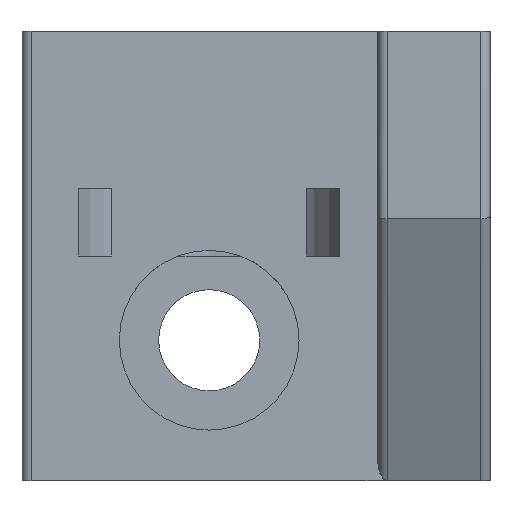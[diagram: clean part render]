
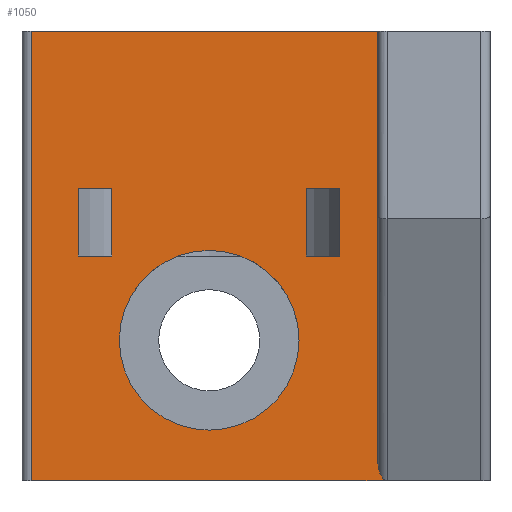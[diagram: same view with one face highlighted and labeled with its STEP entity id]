
A CAD part, left-side view. The second image highlights one B-rep face of the part: STEP entity #1050.
In plain terms, the highlighted planar face has unit normal (-1, 0, 0).
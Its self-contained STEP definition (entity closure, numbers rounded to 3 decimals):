
#4 = ORIENTED_EDGE ( 'NONE', *, *, #1025, .F. ) ;
#11 = CIRCLE ( 'NONE', #414, 4.8 ) ;
#13 = VERTEX_POINT ( 'NONE', #701 ) ;
#18 = VECTOR ( 'NONE', #643, 1000. ) ;
#23 = DIRECTION ( 'NONE',  ( -1., 0., 0. ) ) ;
#32 = VECTOR ( 'NONE', #598, 1000. ) ;
#38 = CARTESIAN_POINT ( 'NONE',  ( 0., 12., 24. ) ) ;
#39 = CARTESIAN_POINT ( 'NONE',  ( 0., -4.483, 15.6 ) ) ;
#49 = CARTESIAN_POINT ( 'NONE',  ( 0., 0., 24. ) ) ;
#51 = VERTEX_POINT ( 'NONE', #272 ) ;
#62 = LINE ( 'NONE', #285, #718 ) ;
#69 = CARTESIAN_POINT ( 'NONE',  ( 0., 0., 24. ) ) ;
#96 = CARTESIAN_POINT ( 'NONE',  ( 0., -6.5, 24. ) ) ;
#101 = VERTEX_POINT ( 'NONE', #39 ) ;
#118 = LINE ( 'NONE', #96, #776 ) ;
#120 = DIRECTION ( 'NONE',  ( 0., 0., -1. ) ) ;
#121 = ORIENTED_EDGE ( 'NONE', *, *, #612, .F. ) ;
#144 = DIRECTION ( 'NONE',  ( 0., 1., 0. ) ) ;
#153 = ORIENTED_EDGE ( 'NONE', *, *, #652, .F. ) ;
#159 = CARTESIAN_POINT ( 'NONE',  ( 0., -6.5, 0.492 ) ) ;
#160 = LINE ( 'NONE', #449, #561 ) ;
#168 = DIRECTION ( 'NONE',  ( 0., 1., 0. ) ) ;
#172 = VERTEX_POINT ( 'NONE', #201 ) ;
#174 = FACE_BOUND ( 'NONE', #193, .T. ) ;
#185 = CARTESIAN_POINT ( 'NONE',  ( 0., -2.3, 7.5 ) ) ;
#191 = VERTEX_POINT ( 'NONE', #1069 ) ;
#193 = EDGE_LOOP ( 'NONE', ( #614, #1057, #399, #4 ) ) ;
#200 = DIRECTION ( 'NONE',  ( 0., 1., 0. ) ) ;
#201 = CARTESIAN_POINT ( 'NONE',  ( 0., -7., 0. ) ) ;
#220 = CIRCLE ( 'NONE', #316, 4.8 ) ;
#222 = VECTOR ( 'NONE', #168, 1000. ) ;
#247 = EDGE_LOOP ( 'NONE', ( #427, #407 ) ) ;
#251 = CARTESIAN_POINT ( 'NONE',  ( 0., 7.696, 15.6 ) ) ;
#252 = CARTESIAN_POINT ( 'NONE',  ( 0., 7.696, 12. ) ) ;
#253 = VECTOR ( 'NONE', #450, 1000. ) ;
#254 = AXIS2_PLACEMENT_3D ( 'NONE', #69, #665, #144 ) ;
#261 = CARTESIAN_POINT ( 'NONE',  ( 0., 7.696, 15.6 ) ) ;
#269 = LINE ( 'NONE', #261, #466 ) ;
#272 = CARTESIAN_POINT ( 'NONE',  ( 0., -6.5, 1.187 ) ) ;
#284 = VECTOR ( 'NONE', #120, 1000. ) ;
#285 = CARTESIAN_POINT ( 'NONE',  ( 0., -2.696, 15.6 ) ) ;
#310 = ORIENTED_EDGE ( 'NONE', *, *, #622, .T. ) ;
#316 = AXIS2_PLACEMENT_3D ( 'NONE', #914, #396, #991 ) ;
#335 = VERTEX_POINT ( 'NONE', #740 ) ;
#338 = CARTESIAN_POINT ( 'NONE',  ( 0., 9.483, 15.6 ) ) ;
#366 = CARTESIAN_POINT ( 'NONE',  ( 0., -2.696, 12. ) ) ;
#395 = CARTESIAN_POINT ( 'NONE',  ( 0., 9.483, 15.6 ) ) ;
#396 = DIRECTION ( 'NONE',  ( -1., 0., 0. ) ) ;
#399 = ORIENTED_EDGE ( 'NONE', *, *, #1023, .T. ) ;
#402 = CARTESIAN_POINT ( 'NONE',  ( 0., 0., 0. ) ) ;
#407 = ORIENTED_EDGE ( 'NONE', *, *, #881, .F. ) ;
#412 = CARTESIAN_POINT ( 'NONE',  ( 0., 7.696, 15.6 ) ) ;
#414 = AXIS2_PLACEMENT_3D ( 'NONE', #508, #23, #607 ) ;
#416 = DIRECTION ( 'NONE',  ( 0., 0., -1. ) ) ;
#427 = ORIENTED_EDGE ( 'NONE', *, *, #649, .F. ) ;
#449 = CARTESIAN_POINT ( 'NONE',  ( 0., 12., 24. ) ) ;
#450 = DIRECTION ( 'NONE',  ( 0., 1., 0. ) ) ;
#452 = LINE ( 'NONE', #49, #18 ) ;
#466 = VECTOR ( 'NONE', #1011, 1000. ) ;
#472 = FACE_BOUND ( 'NONE', #507, .T. ) ;
#477 = EDGE_LOOP ( 'NONE', ( #1049, #763, #998, #822, #153 ) ) ;
#495 = CARTESIAN_POINT ( 'NONE',  ( 0., -6.707, 0. ) ) ;
#501 = LINE ( 'NONE', #716, #284 ) ;
#507 = EDGE_LOOP ( 'NONE', ( #121, #310, #893, #669 ) ) ;
#508 = CARTESIAN_POINT ( 'NONE',  ( 0., 2.5, 7.5 ) ) ;
#519 = CARTESIAN_POINT ( 'NONE',  ( 0., -2.696, 15.6 ) ) ;
#530 = LINE ( 'NONE', #366, #253 ) ;
#532 = VERTEX_POINT ( 'NONE', #856 ) ;
#535 = DIRECTION ( 'NONE',  ( 0., 0., -1. ) ) ;
#561 = VECTOR ( 'NONE', #535, 1000. ) ;
#598 = DIRECTION ( 'NONE',  ( 0., 0., -1. ) ) ;
#604 = VERTEX_POINT ( 'NONE', #694 ) ;
#607 = DIRECTION ( 'NONE',  ( 0., -1., 0. ) ) ;
#612 = EDGE_CURVE ( 'NONE', #725, #1059, #269, .T. ) ;
#614 = ORIENTED_EDGE ( 'NONE', *, *, #1021, .F. ) ;
#622 = EDGE_CURVE ( 'NONE', #725, #845, #924, .T. ) ;
#631 = EDGE_CURVE ( 'NONE', #845, #646, #737, .T. ) ;
#634 = EDGE_CURVE ( 'NONE', #1059, #646, #899, .T. ) ;
#642 = FACE_BOUND ( 'NONE', #247, .T. ) ;
#643 = DIRECTION ( 'NONE',  ( 0., -1., 0. ) ) ;
#646 = VERTEX_POINT ( 'NONE', #855 ) ;
#649 = EDGE_CURVE ( 'NONE', #663, #532, #11, .T. ) ;
#652 = EDGE_CURVE ( 'NONE', #604, #51, #118, .T. ) ;
#663 = VERTEX_POINT ( 'NONE', #185 ) ;
#665 = DIRECTION ( 'NONE',  ( 1., 0., 0. ) ) ;
#669 = ORIENTED_EDGE ( 'NONE', *, *, #634, .F. ) ;
#683 = DIRECTION ( 'NONE',  ( 0., -1., 0. ) ) ;
#688 = LINE ( 'NONE', #402, #888 ) ;
#694 = CARTESIAN_POINT ( 'NONE',  ( 0., -6.5, 24. ) ) ;
#701 = CARTESIAN_POINT ( 'NONE',  ( 0., 12., 0. ) ) ;
#702 = EDGE_CURVE ( 'NONE', #172, #51, #944, .T. ) ;
#706 = EDGE_CURVE ( 'NONE', #13, #172, #688, .T. ) ;
#711 = CARTESIAN_POINT ( 'NONE',  ( 0., 7.696, 12. ) ) ;
#716 = CARTESIAN_POINT ( 'NONE',  ( 0., -4.483, 15.6 ) ) ;
#718 = VECTOR ( 'NONE', #200, 1000. ) ;
#725 = VERTEX_POINT ( 'NONE', #251 ) ;
#737 = LINE ( 'NONE', #252, #222 ) ;
#740 = CARTESIAN_POINT ( 'NONE',  ( 0., -4.483, 12. ) ) ;
#763 = ORIENTED_EDGE ( 'NONE', *, *, #927, .T. ) ;
#771 = CARTESIAN_POINT ( 'NONE',  ( 0., -6.5, 1.187 ) ) ;
#775 = VERTEX_POINT ( 'NONE', #519 ) ;
#776 = VECTOR ( 'NONE', #938, 1000. ) ;
#807 = CARTESIAN_POINT ( 'NONE',  ( 0., -2.696, 15.6 ) ) ;
#822 = ORIENTED_EDGE ( 'NONE', *, *, #702, .T. ) ;
#845 = VERTEX_POINT ( 'NONE', #711 ) ;
#855 = CARTESIAN_POINT ( 'NONE',  ( 0., 9.483, 12. ) ) ;
#856 = CARTESIAN_POINT ( 'NONE',  ( 0., 7.3, 7.5 ) ) ;
#872 = VECTOR ( 'NONE', #416, 1000. ) ;
#881 = EDGE_CURVE ( 'NONE', #532, #663, #220, .T. ) ;
#888 = VECTOR ( 'NONE', #683, 1000. ) ;
#893 = ORIENTED_EDGE ( 'NONE', *, *, #631, .T. ) ;
#899 = LINE ( 'NONE', #338, #872 ) ;
#908 = VECTOR ( 'NONE', #1044, 1000. ) ;
#914 = CARTESIAN_POINT ( 'NONE',  ( 0., 2.5, 7.5 ) ) ;
#924 = LINE ( 'NONE', #412, #32 ) ;
#927 = EDGE_CURVE ( 'NONE', #1034, #13, #160, .T. ) ;
#930 = LINE ( 'NONE', #807, #908 ) ;
#938 = DIRECTION ( 'NONE',  ( 0., 0., -1. ) ) ;
#944 =( BOUNDED_CURVE ( )  B_SPLINE_CURVE ( 3, ( #1003, #495, #159, #771 ),
 .UNSPECIFIED., .F., .T. ) 
 B_SPLINE_CURVE_WITH_KNOTS ( ( 4, 4 ),
 ( 0., 1.571 ),
 .UNSPECIFIED. ) 
 CURVE ( )  GEOMETRIC_REPRESENTATION_ITEM ( )  RATIONAL_B_SPLINE_CURVE ( ( 1., 0.805, 0.805, 1. ) ) 
 REPRESENTATION_ITEM ( '' )  );
#991 = DIRECTION ( 'NONE',  ( 0., -1., 0. ) ) ;
#998 = ORIENTED_EDGE ( 'NONE', *, *, #706, .T. ) ;
#1003 = CARTESIAN_POINT ( 'NONE',  ( 0., -7., 0. ) ) ;
#1011 = DIRECTION ( 'NONE',  ( 0., 1., 0. ) ) ;
#1015 = EDGE_CURVE ( 'NONE', #101, #335, #501, .T. ) ;
#1021 = EDGE_CURVE ( 'NONE', #101, #775, #62, .T. ) ;
#1023 = EDGE_CURVE ( 'NONE', #335, #191, #530, .T. ) ;
#1025 = EDGE_CURVE ( 'NONE', #775, #191, #930, .T. ) ;
#1034 = VERTEX_POINT ( 'NONE', #38 ) ;
#1038 = EDGE_CURVE ( 'NONE', #1034, #604, #452, .T. ) ;
#1044 = DIRECTION ( 'NONE',  ( 0., 0., -1. ) ) ;
#1049 = ORIENTED_EDGE ( 'NONE', *, *, #1038, .F. ) ;
#1050 = ADVANCED_FACE ( 'NONE', ( #472, #642, #1076, #174 ), #1053, .F. ) ;
#1053 = PLANE ( 'NONE',  #254 ) ;
#1057 = ORIENTED_EDGE ( 'NONE', *, *, #1015, .T. ) ;
#1059 = VERTEX_POINT ( 'NONE', #395 ) ;
#1069 = CARTESIAN_POINT ( 'NONE',  ( 0., -2.696, 12. ) ) ;
#1076 = FACE_OUTER_BOUND ( 'NONE', #477, .T. ) ;
